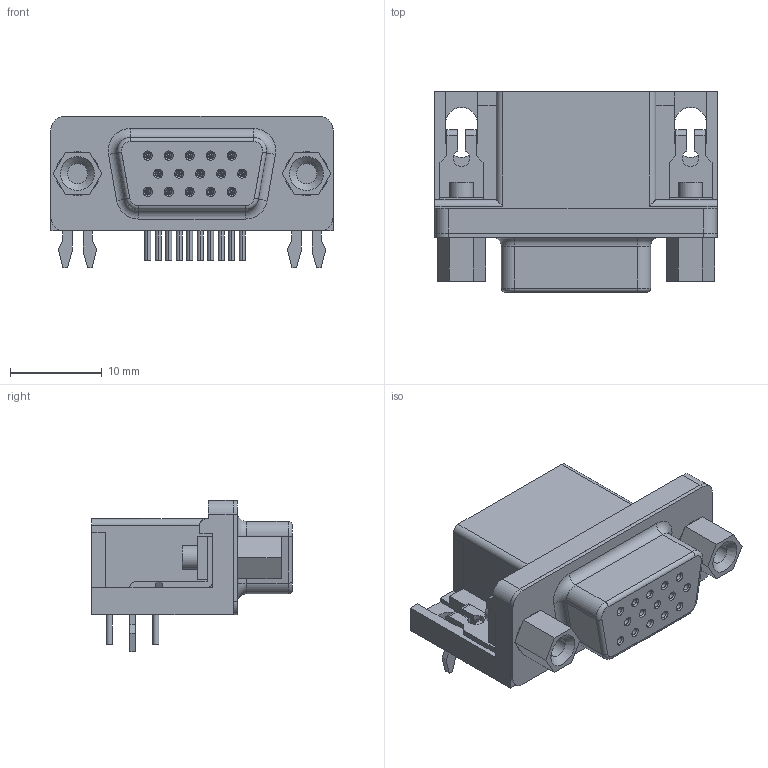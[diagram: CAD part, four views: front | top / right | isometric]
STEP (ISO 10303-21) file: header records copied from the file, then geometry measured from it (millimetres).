
FILE_DESCRIPTION(/* description */ ('Unknown'),/* implementation_level */ '2;1');
FILE_NAME(/* name */ '618015330923',/* time_stamp */ '2020-01-21T16:56:02+01:00',/* author */ ('Unknown'),/* organization */ ('Unknown'),/* preprocessor_version */ 'ST-DEVELOPER v16.7',/* originating_system */ 'DEX',/* authorisation */ $);
FILE_SCHEMA (('AUTOMOTIVE_DESIGN {1 0 10303 214 3 1 1}'));
Length unit declared in the file: millimetre
Products named in the file (10): 6180xx330923; 6180153xxx23_Housing; 6180153xxx23; 6180xx3xxx23_Serrage; 6180xx3xxx23_Clip - 15p; 6180xx3xxx23_PIN_BIS - 15p; 6180xx3xxx23_PIN_REBIS - 15p; 6180xx3xxx23_PIN - 15p; 6180xx33xx23_VIS; 6180153xxx23_Passage
Assembly tree (24 placements, depth 2):
  6180xx330923
    6180153xxx23_Housing
    6180153xxx23
    6180xx3xxx23_Serrage  x2
    6180xx3xxx23_Clip - 15p  x2
    6180xx3xxx23_PIN_BIS - 15p  x5
    6180xx3xxx23_PIN_REBIS - 15p  x5
    6180xx3xxx23_PIN - 15p  x5
    6180xx33xx23_VIS  x2
    6180153xxx23_Passage
Bounding box: 30.8 x 21.9 x 16.5 mm (x, y, z)
Volume: 3914.8 mm3; surface area: 9075.7 mm2
Topology: 24 solids, 24 shells, 2236 faces, 5727 edges, 3557 vertices
Faces by surface type: plane 1227, cylinder 404, bspline 240, cone 199, torus 166
Full cylindrical faces by diameter (mm): 0.7 x15, 1.4 x15, 2.2 x2, 2.6 x2, 3 x2, 4 x8
Entity records: 28706 total; most frequent: CARTESIAN_POINT 6779, ORIENTED_EDGE 4436, DIRECTION 4341, EDGE_CURVE 2218, LINE 1647, VECTOR 1647, VERTEX_POINT 1433, AXIS2_PLACEMENT_3D 1347
